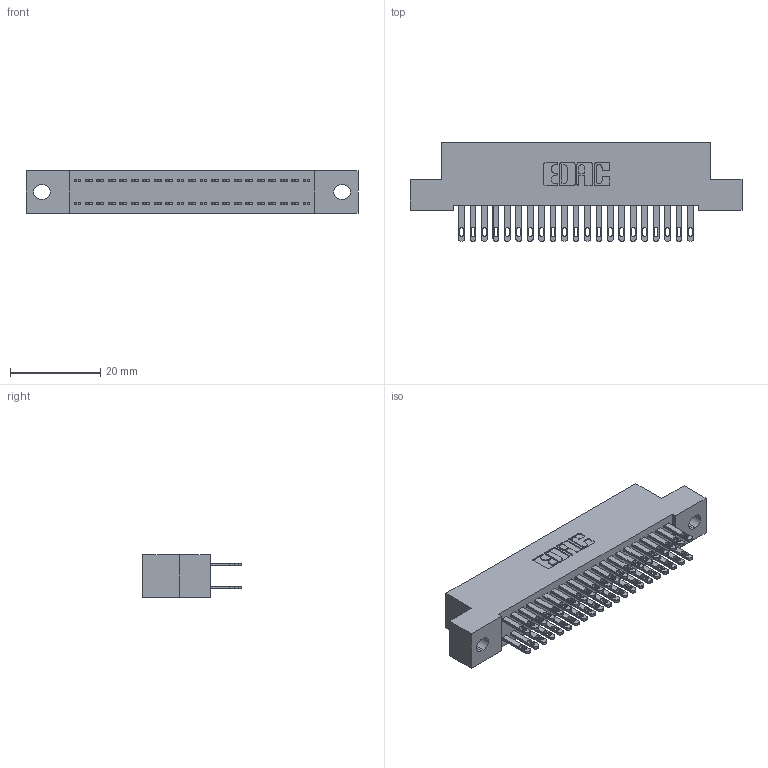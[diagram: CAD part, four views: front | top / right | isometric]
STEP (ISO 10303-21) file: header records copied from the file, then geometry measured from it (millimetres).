
FILE_DESCRIPTION (( 'STEP AP203' ), '1' );
FILE_NAME ('342-042-500-202.STEP', '2018-08-12T02:08:11', ( '' ), ( '' ), 'SwSTEP 2.0', 'SolidWorks 2016', '' );
FILE_SCHEMA (( 'CONFIG_CONTROL_DESIGN' ));
Length unit declared in the file: inch
Products named in the file (3): 342 Part_.128 Slot; 345-292-001_345-293-100; 342-042-500-202
Assembly tree (43 placements, depth 2):
  342-042-500-202
    342 Part_.128 Slot
    345-292-001_345-293-100  x42
Bounding box: 73.66 x 21.85 x 9.4 mm (x, y, z)
Volume: 6595.1 mm3; surface area: 10379.4 mm2
Topology: 43 solids, 43 shells, 2130 faces, 6485 edges, 4322 vertices
Faces by surface type: plane 1330, cylinder 800
Entity records: 16159 total; most frequent: CARTESIAN_POINT 2702, ORIENTED_EDGE 2638, DIRECTION 2347, EDGE_CURVE 1319, LINE 1187, VECTOR 1187, VERTEX_POINT 878, AXIS2_PLACEMENT_3D 580
